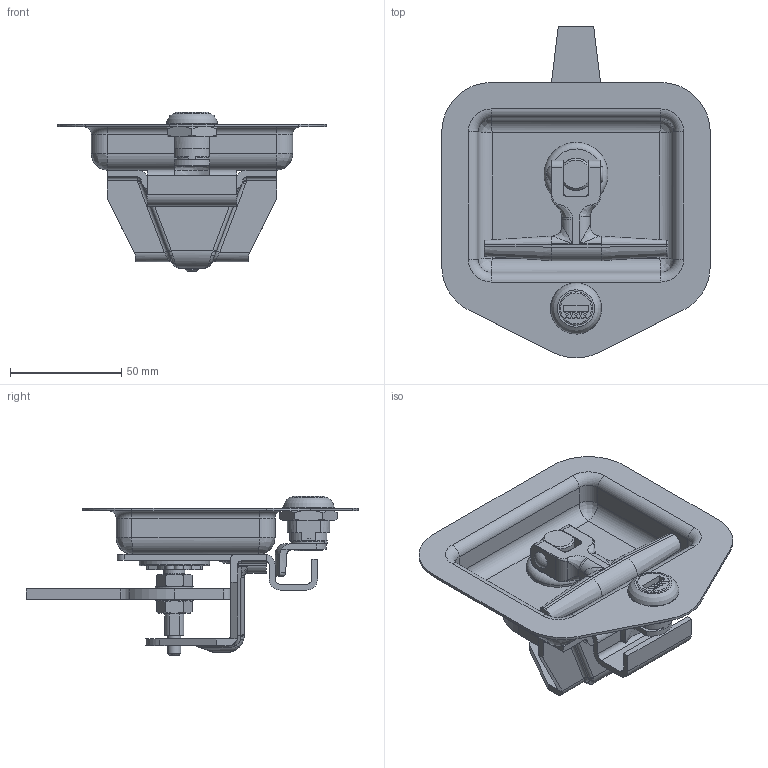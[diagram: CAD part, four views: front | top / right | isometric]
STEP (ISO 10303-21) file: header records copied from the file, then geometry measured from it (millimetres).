
FILE_DESCRIPTION((''),'2;1');
FILE_NAME('8400-R.stp','2013-08-12T15:34:06',('fredp'),(''),'Autodesk Inventor 2013','Autodesk Inventor 2013','');
FILE_SCHEMA(('AUTOMOTIVE_DESIGN { 1 0 10303 214 1 1 1 1 }'));
Length unit declared in the file: inch
Products named in the file (1): 8400-R
Bounding box: 120.65 x 149.22 x 71.6 mm (x, y, z)
Volume: 90944.6 mm3; surface area: 84156.9 mm2
Topology: 20 solids, 20 shells, 1369 faces, 3622 edges, 2352 vertices
Faces by surface type: plane 652, bspline 325, cylinder 260, torus 76, cone 51, sphere 5
Full cylindrical faces by diameter (mm): 3.454 x1, 4.445 x1, 4.699 x1, 4.94 x2, 5.004 x1, 5.715 x1, 6.033 x1, 6.629 x2, 7.176 x1, 7.239 x1, 7.29 x1, 7.938 x2, 9.525 x1, 12.7 x3, 14.275 x1, 14.681 x2, 14.986 x2, 17.234 x2, 19.05 x1, 26.365 x1, 28.753 x1, 31.75 x1
Entity records: 53025 total; most frequent: CARTESIAN_POINT 20237, ORIENTED_EDGE 7082, DIRECTION 5321, EDGE_CURVE 3541, VERTEX_POINT 2341, VECTOR 1895, LINE 1895, AXIS2_PLACEMENT_3D 1713
